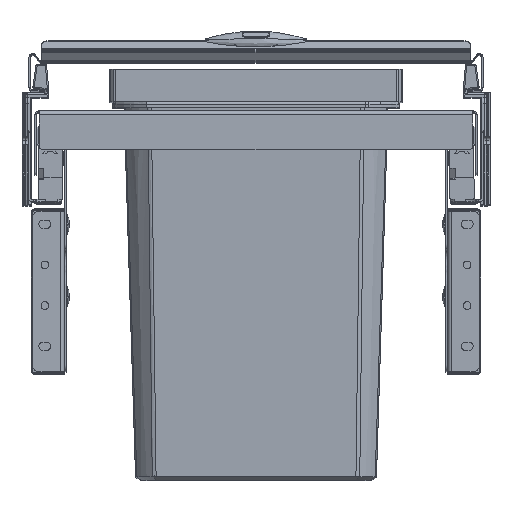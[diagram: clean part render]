
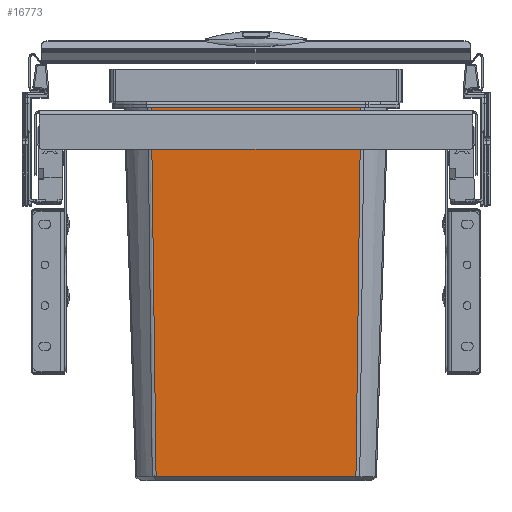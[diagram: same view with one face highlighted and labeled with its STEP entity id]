
A CAD part, top view. The second image highlights one B-rep face of the part: STEP entity #16773.
In plain terms, the highlighted planar face has unit normal (0, -0.031, 1).
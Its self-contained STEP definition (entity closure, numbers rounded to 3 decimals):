
#3199=EDGE_CURVE('9833',#6281,#6278,#6282,.T.);
#3251=EDGE_CURVE('9781',#6278,#6349,#6352,.T.);
#3253=EDGE_CURVE('9817',#6354,#6349,#6355,.T.);
#3255=EDGE_CURVE('9786',#6281,#6354,#6357,.T.);
#6278=VERTEX_POINT('',#15427);
#6281=VERTEX_POINT('',#15438);
#6282=LINE('',#15439,#15440);
#6349=VERTEX_POINT('',#15649);
#6352=B_SPLINE_CURVE_WITH_KNOTS('',3,(#15658,#15659,#15660,#15661,#15662,#15663),.UNSPECIFIED.,.F.,.F.,(4,1,1,4),(0.0,0.333,0.667,1.0),.UNSPECIFIED.);
#6354=VERTEX_POINT('',#15666);
#6355=LINE('',#15667,#15668);
#6357=B_SPLINE_CURVE_WITH_KNOTS('',3,(#15671,#15672,#15673,#15674,#15675,#15676),.UNSPECIFIED.,.F.,.F.,(4,1,1,4),(0.0,0.333,0.667,1.0),.UNSPECIFIED.);
#15427=CARTESIAN_POINT('',(-82.429,12.55,-15.929));
#15438=CARTESIAN_POINT('',(82.429,12.55,-15.929));
#15439=CARTESIAN_POINT('',(82.429,12.55,-15.929));
#15440=VECTOR('',#26372,164.857);
#15649=CARTESIAN_POINT('',(-78.58,-287.579,-25.284));
#15658=CARTESIAN_POINT('',(-82.429,12.55,-15.929));
#15659=CARTESIAN_POINT('',(-81.983,-22.534,-17.022));
#15660=CARTESIAN_POINT('',(-81.104,-91.545,-19.173));
#15661=CARTESIAN_POINT('',(-79.822,-191.585,-22.292));
#15662=CARTESIAN_POINT('',(-78.991,-255.966,-24.299));
#15663=CARTESIAN_POINT('',(-78.58,-287.579,-25.284));
#15666=CARTESIAN_POINT('',(78.58,-287.579,-25.284));
#15667=CARTESIAN_POINT('',(78.58,-287.579,-25.284));
#15668=VECTOR('',#26382,157.161);
#15671=CARTESIAN_POINT('',(82.429,12.55,-15.929));
#15672=CARTESIAN_POINT('',(81.983,-22.534,-17.022));
#15673=CARTESIAN_POINT('',(81.104,-91.545,-19.173));
#15674=CARTESIAN_POINT('',(79.822,-191.585,-22.292));
#15675=CARTESIAN_POINT('',(78.991,-255.966,-24.299));
#15676=CARTESIAN_POINT('',(78.58,-287.579,-25.284));
#16773=ADVANCED_FACE('7138',(#26739),#26740,.T.);
#26372=DIRECTION('',(-1.0,0.0,0.0));
#26382=DIRECTION('',(-1.0,0.0,0.0));
#26739=FACE_OUTER_BOUND('',#36852,.T.);
#26740=PLANE('',#36853);
#36852=EDGE_LOOP('',(#68688,#68689,#68690,#68691));
#36853=AXIS2_PLACEMENT_3D('',#68692,#68693,#68694);
#68688=ORIENTED_EDGE('',*,*,#3253,.F.);
#68689=ORIENTED_EDGE('',*,*,#3255,.F.);
#68690=ORIENTED_EDGE('',*,*,#3199,.T.);
#68691=ORIENTED_EDGE('',*,*,#3251,.T.);
#68692=CARTESIAN_POINT('',(0.,-127.719,-20.301));
#68693=DIRECTION('',(0.0,-0.031,1.));
#68694=DIRECTION('',(1.0,0.0,0.0));
